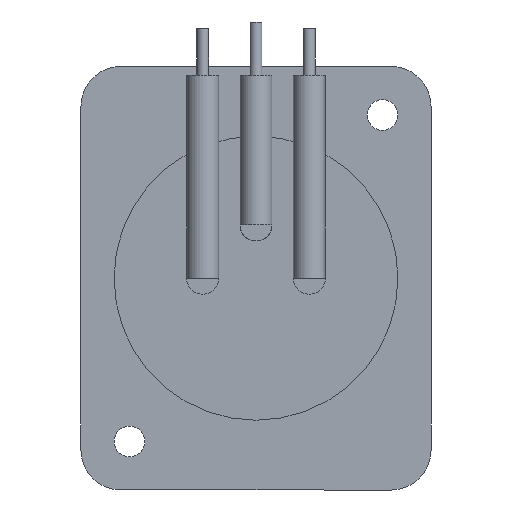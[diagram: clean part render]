
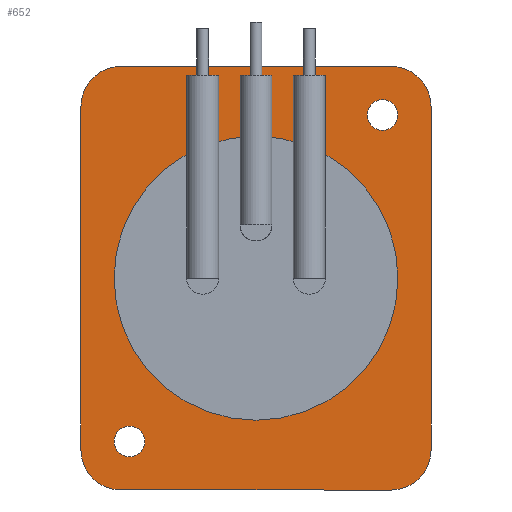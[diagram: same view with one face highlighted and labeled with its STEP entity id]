
A CAD part, front view. The second image highlights one B-rep face of the part: STEP entity #652.
In plain terms, the highlighted planar face has unit normal (0, -1, 0).
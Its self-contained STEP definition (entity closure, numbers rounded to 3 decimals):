
#20 = EDGE_LOOP ( 'NONE', ( #1960, #1706 ) ) ;
#23 = VERTEX_POINT ( 'NONE', #705 ) ;
#35 = ORIENTED_EDGE ( 'NONE', *, *, #1479, .F. ) ;
#49 = EDGE_CURVE ( 'NONE', #626, #23, #1103, .T. ) ;
#62 = AXIS2_PLACEMENT_3D ( 'NONE', #2148, #1166, #2000 ) ;
#82 = FACE_BOUND ( 'NONE', #171, .T. ) ;
#142 = CIRCLE ( 'NONE', #907, 3. ) ;
#164 = CARTESIAN_POINT ( 'NONE',  ( 10.145, 0., -15.9 ) ) ;
#171 = EDGE_LOOP ( 'NONE', ( #1369, #35 ) ) ;
#199 = EDGE_CURVE ( 'NONE', #1776, #1210, #1656, .T. ) ;
#216 = CIRCLE ( 'NONE', #1907, 1.15 ) ;
#237 = AXIS2_PLACEMENT_3D ( 'NONE', #1497, #2025, #346 ) ;
#263 = DIRECTION ( 'NONE',  ( 0., -1., 0. ) ) ;
#267 = DIRECTION ( 'NONE',  ( -1., 0., 0. ) ) ;
#280 = ORIENTED_EDGE ( 'NONE', *, *, #1459, .F. ) ;
#283 = CARTESIAN_POINT ( 'NONE',  ( -10.145, 0., 12.9 ) ) ;
#286 = AXIS2_PLACEMENT_3D ( 'NONE', #2022, #1013, #2064 ) ;
#290 = EDGE_CURVE ( 'NONE', #1018, #2146, #468, .T. ) ;
#346 = DIRECTION ( 'NONE',  ( 0., 0., -1. ) ) ;
#381 = ORIENTED_EDGE ( 'NONE', *, *, #199, .T. ) ;
#403 = CARTESIAN_POINT ( 'NONE',  ( -13.145, 0., -15.9 ) ) ;
#468 = CIRCLE ( 'NONE', #2006, 3. ) ;
#494 = AXIS2_PLACEMENT_3D ( 'NONE', #2065, #1539, #552 ) ;
#495 = EDGE_CURVE ( 'NONE', #882, #1930, #1498, .T. ) ;
#514 = FACE_BOUND ( 'NONE', #20, .T. ) ;
#534 = CIRCLE ( 'NONE', #685, 1.15 ) ;
#552 = DIRECTION ( 'NONE',  ( 0., 0., -1. ) ) ;
#573 = AXIS2_PLACEMENT_3D ( 'NONE', #1578, #263, #1876 ) ;
#574 = DIRECTION ( 'NONE',  ( 0., 0., -1. ) ) ;
#593 = ORIENTED_EDGE ( 'NONE', *, *, #856, .F. ) ;
#601 = CARTESIAN_POINT ( 'NONE',  ( 9.5, 0., 12.255 ) ) ;
#626 = VERTEX_POINT ( 'NONE', #1981 ) ;
#644 = CARTESIAN_POINT ( 'NONE',  ( 13.145, 0., 15.9 ) ) ;
#652 = ADVANCED_FACE ( 'NONE', ( #82, #514, #1842, #1234 ), #1760, .T. ) ;
#668 = VECTOR ( 'NONE', #1068, 1000. ) ;
#681 = EDGE_CURVE ( 'NONE', #2230, #2203, #888, .T. ) ;
#685 = AXIS2_PLACEMENT_3D ( 'NONE', #1428, #1198, #1620 ) ;
#705 = CARTESIAN_POINT ( 'NONE',  ( 9.5, 0., 11.105 ) ) ;
#709 = CARTESIAN_POINT ( 'NONE',  ( 9.5, 0., 12.255 ) ) ;
#744 = DIRECTION ( 'NONE',  ( 0., 0., -1. ) ) ;
#745 = CARTESIAN_POINT ( 'NONE',  ( 10.145, 0., 12.9 ) ) ;
#758 = CIRCLE ( 'NONE', #237, 10.66 ) ;
#766 = ORIENTED_EDGE ( 'NONE', *, *, #681, .F. ) ;
#811 = VERTEX_POINT ( 'NONE', #2236 ) ;
#828 = DIRECTION ( 'NONE',  ( 0., -1., 0. ) ) ;
#856 = EDGE_CURVE ( 'NONE', #1469, #1210, #2024, .T. ) ;
#882 = VERTEX_POINT ( 'NONE', #1764 ) ;
#884 = ORIENTED_EDGE ( 'NONE', *, *, #1201, .T. ) ;
#888 = CIRCLE ( 'NONE', #494, 10.66 ) ;
#899 = DIRECTION ( 'NONE',  ( 0., -1., 0. ) ) ;
#905 = VERTEX_POINT ( 'NONE', #1954 ) ;
#907 = AXIS2_PLACEMENT_3D ( 'NONE', #1187, #2017, #1905 ) ;
#1004 = CARTESIAN_POINT ( 'NONE',  ( -10.145, 0., 15.9 ) ) ;
#1008 = LINE ( 'NONE', #1931, #668 ) ;
#1013 = DIRECTION ( 'NONE',  ( 0., -1., 0. ) ) ;
#1018 = VERTEX_POINT ( 'NONE', #1004 ) ;
#1068 = DIRECTION ( 'NONE',  ( 0., 0., -1. ) ) ;
#1103 = CIRCLE ( 'NONE', #1526, 1.15 ) ;
#1160 = EDGE_CURVE ( 'NONE', #1018, #1930, #1647, .T. ) ;
#1166 = DIRECTION ( 'NONE',  ( 0., -1., 0. ) ) ;
#1176 = EDGE_CURVE ( 'NONE', #811, #1185, #1287, .T. ) ;
#1184 = EDGE_CURVE ( 'NONE', #1776, #2146, #1534, .T. ) ;
#1185 = VERTEX_POINT ( 'NONE', #1839 ) ;
#1187 = CARTESIAN_POINT ( 'NONE',  ( 10.145, 0., -12.9 ) ) ;
#1198 = DIRECTION ( 'NONE',  ( 0., -1., 0. ) ) ;
#1201 = EDGE_CURVE ( 'NONE', #1469, #905, #142, .T. ) ;
#1210 = VERTEX_POINT ( 'NONE', #1680 ) ;
#1232 = DIRECTION ( 'NONE',  ( 0., 0., 1. ) ) ;
#1234 = FACE_OUTER_BOUND ( 'NONE', #1241, .T. ) ;
#1241 = EDGE_LOOP ( 'NONE', ( #1612, #1438, #1732, #2108, #1448, #381, #593, #884 ) ) ;
#1243 = CARTESIAN_POINT ( 'NONE',  ( 0., 0., -10.66 ) ) ;
#1287 = CIRCLE ( 'NONE', #573, 1.15 ) ;
#1369 = ORIENTED_EDGE ( 'NONE', *, *, #1176, .F. ) ;
#1428 = CARTESIAN_POINT ( 'NONE',  ( -9.5, 0., -12.255 ) ) ;
#1438 = ORIENTED_EDGE ( 'NONE', *, *, #495, .T. ) ;
#1448 = ORIENTED_EDGE ( 'NONE', *, *, #1184, .F. ) ;
#1459 = EDGE_CURVE ( 'NONE', #2203, #2230, #758, .T. ) ;
#1469 = VERTEX_POINT ( 'NONE', #164 ) ;
#1479 = EDGE_CURVE ( 'NONE', #1185, #811, #534, .T. ) ;
#1497 = CARTESIAN_POINT ( 'NONE',  ( 0., 0., 0. ) ) ;
#1498 = CIRCLE ( 'NONE', #1673, 3. ) ;
#1526 = AXIS2_PLACEMENT_3D ( 'NONE', #709, #1571, #744 ) ;
#1534 = LINE ( 'NONE', #403, #1901 ) ;
#1539 = DIRECTION ( 'NONE',  ( 0., -1., 0. ) ) ;
#1559 = DIRECTION ( 'NONE',  ( 0., -1., 0. ) ) ;
#1571 = DIRECTION ( 'NONE',  ( 0., -1., 0. ) ) ;
#1578 = CARTESIAN_POINT ( 'NONE',  ( -9.5, 0., -12.255 ) ) ;
#1612 = ORIENTED_EDGE ( 'NONE', *, *, #2117, .F. ) ;
#1620 = DIRECTION ( 'NONE',  ( 0., 0., -1. ) ) ;
#1647 = LINE ( 'NONE', #644, #1731 ) ;
#1656 = CIRCLE ( 'NONE', #62, 3. ) ;
#1666 = CARTESIAN_POINT ( 'NONE',  ( -13.145, 0., 12.9 ) ) ;
#1673 = AXIS2_PLACEMENT_3D ( 'NONE', #745, #828, #574 ) ;
#1680 = CARTESIAN_POINT ( 'NONE',  ( -10.145, 0., -15.9 ) ) ;
#1686 = DIRECTION ( 'NONE',  ( 1., 0., 0. ) ) ;
#1706 = ORIENTED_EDGE ( 'NONE', *, *, #2067, .F. ) ;
#1731 = VECTOR ( 'NONE', #1686, 1000. ) ;
#1732 = ORIENTED_EDGE ( 'NONE', *, *, #1160, .F. ) ;
#1760 = PLANE ( 'NONE',  #286 ) ;
#1764 = CARTESIAN_POINT ( 'NONE',  ( 13.145, 0., 12.9 ) ) ;
#1776 = VERTEX_POINT ( 'NONE', #1969 ) ;
#1781 = VECTOR ( 'NONE', #267, 1000. ) ;
#1839 = CARTESIAN_POINT ( 'NONE',  ( -9.5, 0., -13.405 ) ) ;
#1842 = FACE_BOUND ( 'NONE', #2091, .T. ) ;
#1876 = DIRECTION ( 'NONE',  ( 0., 0., -1. ) ) ;
#1901 = VECTOR ( 'NONE', #1232, 1000. ) ;
#1905 = DIRECTION ( 'NONE',  ( 0., 0., -1. ) ) ;
#1907 = AXIS2_PLACEMENT_3D ( 'NONE', #601, #899, #1976 ) ;
#1912 = CARTESIAN_POINT ( 'NONE',  ( 13.145, 0., -15.9 ) ) ;
#1930 = VERTEX_POINT ( 'NONE', #2260 ) ;
#1931 = CARTESIAN_POINT ( 'NONE',  ( 13.145, 0., -15.9 ) ) ;
#1954 = CARTESIAN_POINT ( 'NONE',  ( 13.145, 0., -12.9 ) ) ;
#1960 = ORIENTED_EDGE ( 'NONE', *, *, #49, .F. ) ;
#1969 = CARTESIAN_POINT ( 'NONE',  ( -13.145, 0., -12.9 ) ) ;
#1976 = DIRECTION ( 'NONE',  ( 0., 0., -1. ) ) ;
#1981 = CARTESIAN_POINT ( 'NONE',  ( 9.5, 0., 13.405 ) ) ;
#1993 = CARTESIAN_POINT ( 'NONE',  ( 0., 0., 10.66 ) ) ;
#2000 = DIRECTION ( 'NONE',  ( 0., 0., -1. ) ) ;
#2006 = AXIS2_PLACEMENT_3D ( 'NONE', #283, #1559, #2076 ) ;
#2017 = DIRECTION ( 'NONE',  ( 0., -1., 0. ) ) ;
#2022 = CARTESIAN_POINT ( 'NONE',  ( 0., 0., 0. ) ) ;
#2024 = LINE ( 'NONE', #1912, #1781 ) ;
#2025 = DIRECTION ( 'NONE',  ( 0., -1., 0. ) ) ;
#2064 = DIRECTION ( 'NONE',  ( 0., 0., -1. ) ) ;
#2065 = CARTESIAN_POINT ( 'NONE',  ( 0., 0., 0. ) ) ;
#2067 = EDGE_CURVE ( 'NONE', #23, #626, #216, .T. ) ;
#2076 = DIRECTION ( 'NONE',  ( 0., 0., -1. ) ) ;
#2091 = EDGE_LOOP ( 'NONE', ( #766, #280 ) ) ;
#2108 = ORIENTED_EDGE ( 'NONE', *, *, #290, .T. ) ;
#2117 = EDGE_CURVE ( 'NONE', #882, #905, #1008, .T. ) ;
#2146 = VERTEX_POINT ( 'NONE', #1666 ) ;
#2148 = CARTESIAN_POINT ( 'NONE',  ( -10.145, 0., -12.9 ) ) ;
#2203 = VERTEX_POINT ( 'NONE', #1243 ) ;
#2230 = VERTEX_POINT ( 'NONE', #1993 ) ;
#2236 = CARTESIAN_POINT ( 'NONE',  ( -9.5, 0., -11.105 ) ) ;
#2260 = CARTESIAN_POINT ( 'NONE',  ( 10.145, 0., 15.9 ) ) ;
